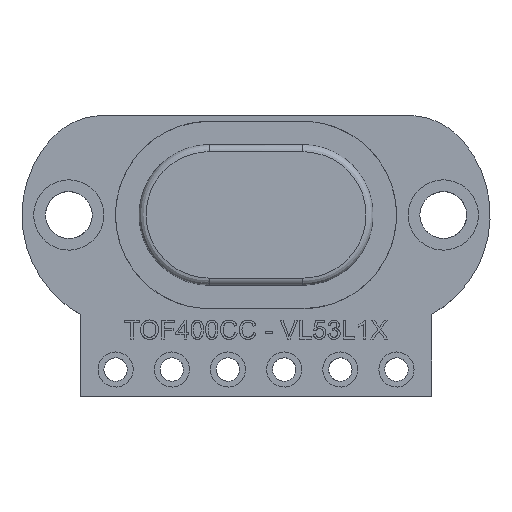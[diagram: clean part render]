
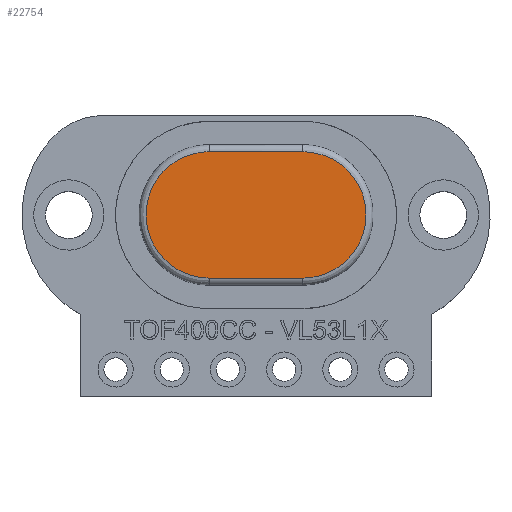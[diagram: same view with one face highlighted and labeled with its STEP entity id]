
A CAD part, top view. The second image highlights one B-rep face of the part: STEP entity #22754.
In plain terms, the highlighted free-form (B-spline) face has degree [1, 1] with [2, 2] control points.
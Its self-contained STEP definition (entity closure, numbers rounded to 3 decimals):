
#22546 = VERTEX_POINT('',#22547);
#22547 = CARTESIAN_POINT('',(2.908,3.925,
    5.961));
#22563 = VERTEX_POINT('',#22564);
#22564 = CARTESIAN_POINT('',(-2.908,3.925,
    5.961));
#22570 = EDGE_CURVE('',#22563,#22546,#22571,.T.);
#22571 = B_SPLINE_CURVE_WITH_KNOTS('',1,(#22572,#22573),.UNSPECIFIED.,
  .F.,.F.,(2,2),(-0.3,0.1),.PIECEWISE_BEZIER_KNOTS.);
#22572 = CARTESIAN_POINT('',(-2.908,3.925,
    5.961));
#22573 = CARTESIAN_POINT('',(2.908,3.925,
    5.961));
#22588 = VERTEX_POINT('',#22589);
#22589 = CARTESIAN_POINT('',(-2.908,-3.925,
    5.961));
#22595 = EDGE_CURVE('',#22588,#22563,#22596,.T.);
#22596 = ( BOUNDED_CURVE() B_SPLINE_CURVE(2,(#22597,#22598,#22599,#22600
,#22601),.UNSPECIFIED.,.F.,.F.) B_SPLINE_CURVE_WITH_KNOTS((3,2,3),(
    -1.571,0.,1.571),
.PIECEWISE_BEZIER_KNOTS.) CURVE() GEOMETRIC_REPRESENTATION_ITEM() 
RATIONAL_B_SPLINE_CURVE((1.,0.707,1.,0.707,1.)) 
REPRESENTATION_ITEM('') );
#22597 = CARTESIAN_POINT('',(-2.908,-3.925,
    5.961));
#22598 = CARTESIAN_POINT('',(-6.833,-3.925,
    5.961));
#22599 = CARTESIAN_POINT('',(-6.833,0.,
    5.961));
#22600 = CARTESIAN_POINT('',(-6.833,3.925,
    5.961));
#22601 = CARTESIAN_POINT('',(-2.908,3.925,
    5.961));
#22634 = VERTEX_POINT('',#22635);
#22635 = CARTESIAN_POINT('',(2.908,-3.925,
    5.961));
#22641 = EDGE_CURVE('',#22634,#22588,#22642,.T.);
#22642 = B_SPLINE_CURVE_WITH_KNOTS('',1,(#22643,#22644),.UNSPECIFIED.,
  .F.,.F.,(2,2),(-0.3,0.1),.PIECEWISE_BEZIER_KNOTS.);
#22643 = CARTESIAN_POINT('',(2.908,-3.925,
    5.961));
#22644 = CARTESIAN_POINT('',(-2.908,-3.925,
    5.961));
#22663 = EDGE_CURVE('',#22546,#22634,#22664,.T.);
#22664 = ( BOUNDED_CURVE() B_SPLINE_CURVE(2,(#22665,#22666,#22667,#22668
,#22669),.UNSPECIFIED.,.F.,.F.) B_SPLINE_CURVE_WITH_KNOTS((3,2,3),(
    -1.571,0.,1.571),
.PIECEWISE_BEZIER_KNOTS.) CURVE() GEOMETRIC_REPRESENTATION_ITEM() 
RATIONAL_B_SPLINE_CURVE((1.,0.707,1.,0.707,1.)) 
REPRESENTATION_ITEM('') );
#22665 = CARTESIAN_POINT('',(2.908,3.925,
    5.961));
#22666 = CARTESIAN_POINT('',(6.833,3.925,
    5.961));
#22667 = CARTESIAN_POINT('',(6.833,0.,
    5.961));
#22668 = CARTESIAN_POINT('',(6.833,-3.925,
    5.961));
#22669 = CARTESIAN_POINT('',(2.908,-3.925,
    5.961));
#22754 = ADVANCED_FACE('',(#22755),#22761,.T.);
#22755 = FACE_BOUND('',#22756,.T.);
#22756 = EDGE_LOOP('',(#22757,#22758,#22759,#22760));
#22757 = ORIENTED_EDGE('',*,*,#22570,.F.);
#22758 = ORIENTED_EDGE('',*,*,#22595,.F.);
#22759 = ORIENTED_EDGE('',*,*,#22641,.F.);
#22760 = ORIENTED_EDGE('',*,*,#22663,.F.);
#22761 = B_SPLINE_SURFACE_WITH_KNOTS('',1,1,(
    (#22762,#22763)
    ,(#22764,#22765
    )),.UNSPECIFIED.,.F.,.F.,.F.,(2,2),(2,2),(-0.471,0.471),(-0.271,
    0.271),.PIECEWISE_BEZIER_KNOTS.);
#22762 = CARTESIAN_POINT('',(6.848,3.94,
    5.961));
#22763 = CARTESIAN_POINT('',(6.848,-3.94,
    5.961));
#22764 = CARTESIAN_POINT('',(-6.848,3.94,
    5.961));
#22765 = CARTESIAN_POINT('',(-6.848,-3.94,
    5.961));
